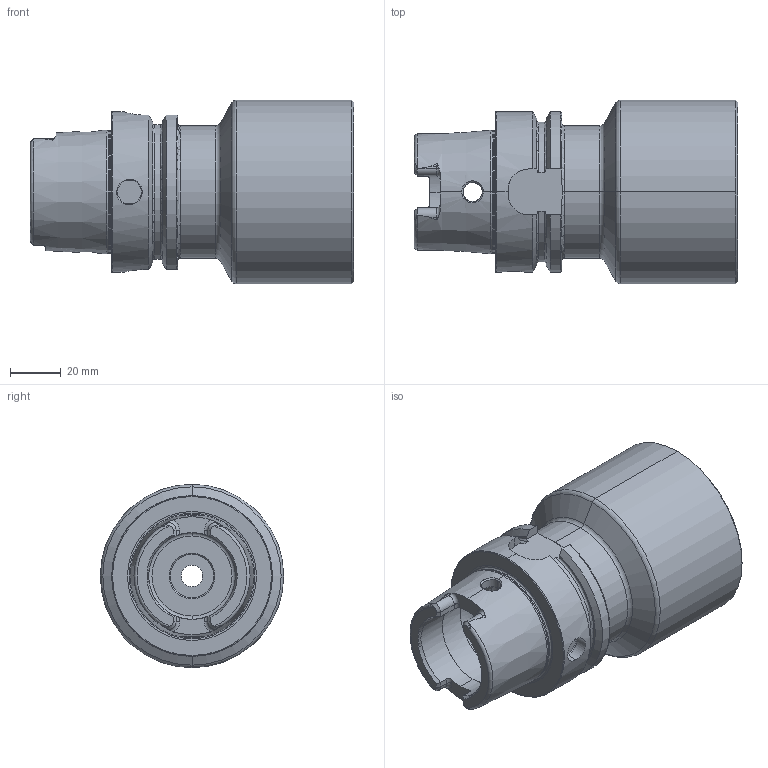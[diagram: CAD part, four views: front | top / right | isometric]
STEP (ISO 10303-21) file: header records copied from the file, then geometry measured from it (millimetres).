
FILE_DESCRIPTION (( 'STEP AP203' ), '1' );
FILE_NAME ('100.063.721C.STEP', '2018-03-12T10:01:24', ( 'SWIAdmin' ), ( 'Hewlett-Packard Company' ), 'SwSTEP 2.0', 'SolidWorks 2017', '' );
FILE_SCHEMA (( 'CONFIG_CONTROL_DESIGN' ));
Length unit declared in the file: millimetre
Products named in the file (1): 100.063.721C
Bounding box: 126.9 x 72 x 72 mm (x, y, z)
Volume: 248000.8 mm3; surface area: 47646.5 mm2
Topology: 1 solids, 1 shells, 202 faces, 517 edges, 320 vertices
Faces by surface type: cylinder 55, plane 50, torus 43, cone 42, bspline 12
Entity records: 7671 total; most frequent: CARTESIAN_POINT 2857, ORIENTED_EDGE 1034, DIRECTION 960, EDGE_CURVE 517, AXIS2_PLACEMENT_3D 399, VERTEX_POINT 320, EDGE_LOOP 211, CIRCLE 208
